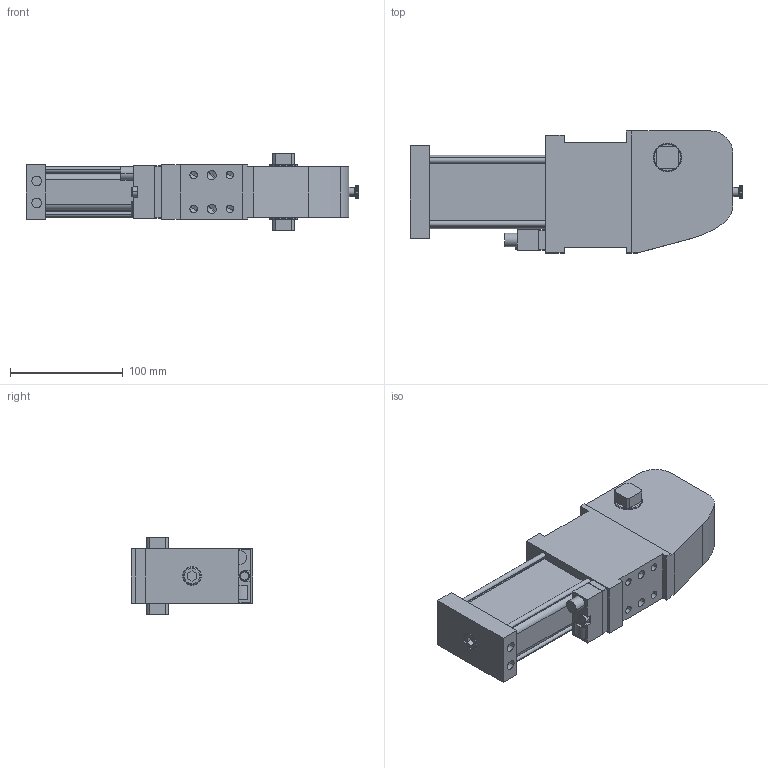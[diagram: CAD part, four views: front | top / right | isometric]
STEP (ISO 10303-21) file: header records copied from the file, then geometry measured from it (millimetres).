
FILE_DESCRIPTION(('CATIA V5 STEP Exchange'),'2;1');
FILE_NAME('U_50_A00_T24_2_TUENKERS.stp','2015-05-27T06:25:48+00:00',('none'),('none'),'CATIA Version 5 Release 19 SP 9 (IN-10)','CATIA V5 STEP AP214','none');
FILE_SCHEMA(('AUTOMOTIVE_DESIGN { 1 0 10303 214 1 1 1 1 }'));
Length unit declared in the file: millimetre
Products named in the file (1): U_50_A00_T24_2_TUENKERS
Bounding box: 294 x 108 x 69 mm (x, y, z)
Volume: 1045697.4 mm3; surface area: 101488.2 mm2
Topology: 1 solids, 1 shells, 209 faces, 508 edges, 306 vertices
Faces by surface type: plane 86, cylinder 77, cone 38, torus 8
Entity records: 5813 total; most frequent: CARTESIAN_POINT 1015, ORIENTED_EDGE 968, DIRECTION 744, EDGE_CURVE 484, AXIS2_PLACEMENT_3D 337, VERTEX_POINT 306, VECTOR 268, LINE 268
